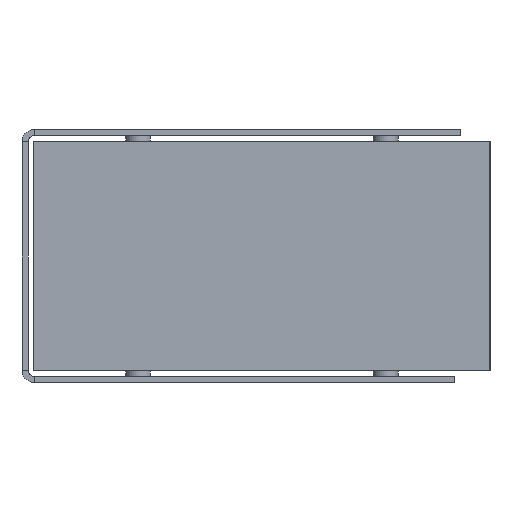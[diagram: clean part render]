
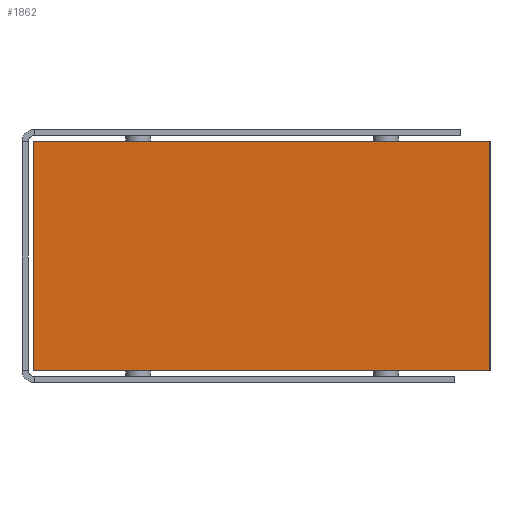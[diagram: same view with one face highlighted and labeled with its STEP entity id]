
A CAD part, left-side view. The second image highlights one B-rep face of the part: STEP entity #1862.
In plain terms, the highlighted planar face has unit normal (-1, 0, 0).
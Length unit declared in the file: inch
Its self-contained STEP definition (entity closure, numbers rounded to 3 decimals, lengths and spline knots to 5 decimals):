
#129=PLANE('',#2042);
#238=FACE_OUTER_BOUND('',#364,.T.);
#364=EDGE_LOOP('',(#1592,#1593,#1594,#1595));
#503=LINE('',#4290,#659);
#512=LINE('',#4305,#668);
#514=LINE('',#4309,#670);
#515=LINE('',#4310,#671);
#659=VECTOR('',#2452,0.3937);
#668=VECTOR('',#2467,0.3937);
#670=VECTOR('',#2471,0.3937);
#671=VECTOR('',#2472,0.3937);
#908=VERTEX_POINT('',#4287);
#909=VERTEX_POINT('',#4289);
#912=VERTEX_POINT('',#4303);
#913=VERTEX_POINT('',#4308);
#1140=EDGE_CURVE('',#909,#908,#503,.T.);
#1149=EDGE_CURVE('',#908,#912,#512,.T.);
#1151=EDGE_CURVE('',#912,#913,#514,.T.);
#1152=EDGE_CURVE('',#913,#909,#515,.T.);
#1592=ORIENTED_EDGE('',*,*,#1140,.T.);
#1593=ORIENTED_EDGE('',*,*,#1149,.T.);
#1594=ORIENTED_EDGE('',*,*,#1151,.T.);
#1595=ORIENTED_EDGE('',*,*,#1152,.T.);
#1862=ADVANCED_FACE('',(#238),#129,.T.);
#2042=AXIS2_PLACEMENT_3D('',#4307,#2469,#2470);
#2452=DIRECTION('',(0.,0.,-1.));
#2467=DIRECTION('',(0.,-1.,0.));
#2469=DIRECTION('center_axis',(-1.,0.,0.));
#2470=DIRECTION('ref_axis',(0.,0.,1.));
#2471=DIRECTION('',(0.,0.,1.));
#2472=DIRECTION('',(0.,1.,0.));
#4287=CARTESIAN_POINT('',(-3.25,1.45,-0.73));
#4289=CARTESIAN_POINT('',(-3.25,1.45,0.73));
#4290=CARTESIAN_POINT('',(-3.25,1.45,0.73));
#4303=CARTESIAN_POINT('',(-3.25,-1.45,-0.73));
#4305=CARTESIAN_POINT('',(-3.25,1.45,-0.73));
#4307=CARTESIAN_POINT('Origin',(-3.25,0.,0.));
#4308=CARTESIAN_POINT('',(-3.25,-1.45,0.73));
#4309=CARTESIAN_POINT('',(-3.25,-1.45,-0.73));
#4310=CARTESIAN_POINT('',(-3.25,-1.45,0.73));
